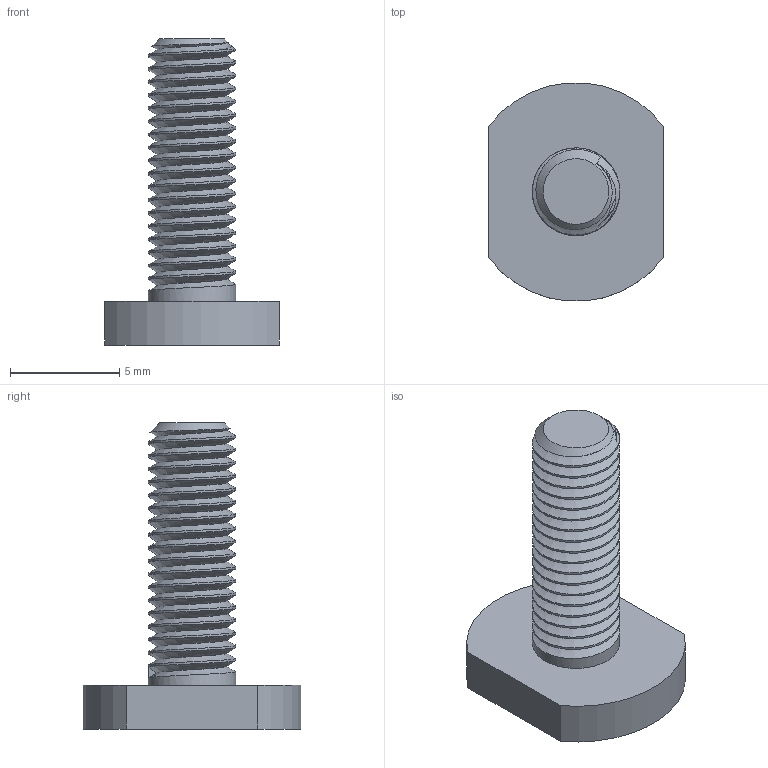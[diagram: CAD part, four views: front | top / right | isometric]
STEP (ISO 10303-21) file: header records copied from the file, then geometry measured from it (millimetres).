
FILE_DESCRIPTION(/* description */ ('Alibre Inc.'),/* implementation_level */ '2;1');
FILE_NAME(/* name */ 'export-F22A9BBF-85FB-4032-BEB3-5AB6F1396CA2',/* time_stamp */ '2019-08-28T12:08:42+02:00',/* author */ (''),/* organization */ (''),/* preprocessor_version */ 'ST-DEVELOPER v17',/* originating_system */ 'Alibre',/* authorisation */ '');
FILE_SCHEMA (('CONFIG_CONTROL_DESIGN'));
Length unit declared in the file: centimetre
Products named in the file (1): ID_1
Bounding box: 8 x 9.96 x 14 mm (x, y, z)
Volume: 265.3 mm3; surface area: 434.6 mm2
Topology: 1 solids, 1 shells, 50 faces, 134 edges, 89 vertices
Faces by surface type: cylinder 25, plane 21, bspline 2, cone 2
Full cylindrical faces by diameter (mm): 4 x18
Entity records: 2824 total; most frequent: CARTESIAN_POINT 2035, ORIENTED_EDGE 148, DIRECTION 120, EDGE_CURVE 74, VECTOR 54, LINE 54, VERTEX_POINT 50, AXIS2_PLACEMENT_3D 43
